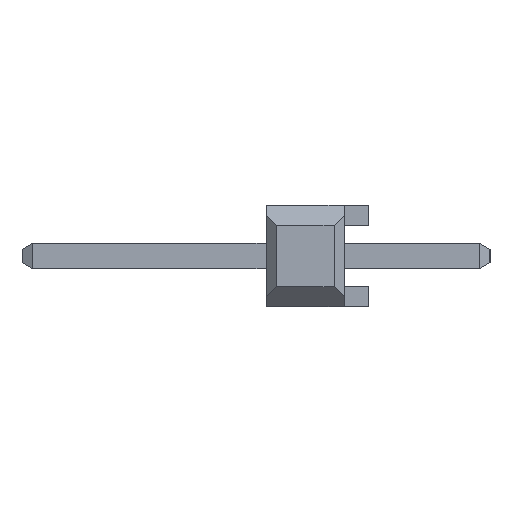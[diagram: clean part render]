
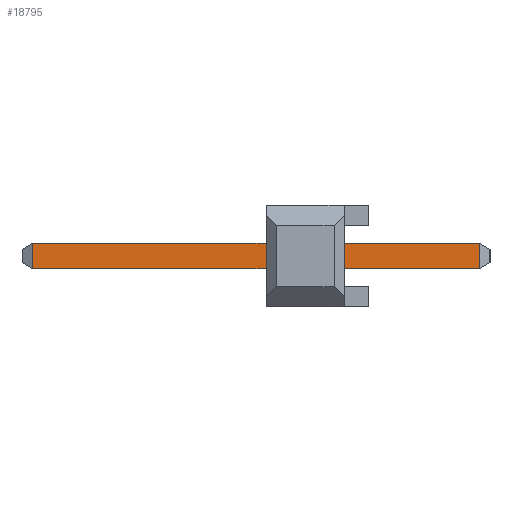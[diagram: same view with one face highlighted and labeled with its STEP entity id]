
A CAD part, left-side view. The second image highlights one B-rep face of the part: STEP entity #18795.
In plain terms, the highlighted planar face has unit normal (-1, 0, 0).
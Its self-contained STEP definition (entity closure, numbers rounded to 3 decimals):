
#18489=DIRECTION('',(0.,0.,-1.));
#18490=VECTOR('',#18489,0.635);
#18491=CARTESIAN_POINT('',(-0.318,-0.264,0.318));
#18492=LINE('',#18491,#18490);
#18538=DIRECTION('',(0.,-1.,0.));
#18539=VECTOR('',#18538,11.152);
#18540=CARTESIAN_POINT('',(-0.318,-0.264,-0.318));
#18541=LINE('',#18540,#18539);
#18545=DIRECTION('',(0.,-1.,0.));
#18546=VECTOR('',#18545,11.152);
#18547=CARTESIAN_POINT('',(-0.318,-0.264,0.318));
#18548=LINE('',#18547,#18546);
#18566=DIRECTION('',(0.,0.,-1.));
#18567=VECTOR('',#18566,0.635);
#18568=CARTESIAN_POINT('',(-0.318,-11.416,0.318));
#18569=LINE('',#18568,#18567);
#18640=CARTESIAN_POINT('',(-0.318,-0.264,-0.318));
#18642=VERTEX_POINT('',#18640);
#18650=CARTESIAN_POINT('',(-0.318,-0.264,0.318));
#18651=VERTEX_POINT('',#18650);
#18657=CARTESIAN_POINT('',(-0.318,-11.416,0.318));
#18659=VERTEX_POINT('',#18657);
#18666=CARTESIAN_POINT('',(-0.318,-11.416,-0.318));
#18667=VERTEX_POINT('',#18666);
#18783=CARTESIAN_POINT('',(-0.318,0.,0.318));
#18784=DIRECTION('',(-1.,0.,0.));
#18785=DIRECTION('',(0.,0.,-1.));
#18786=AXIS2_PLACEMENT_3D('',#18783,#18784,#18785);
#18787=PLANE('',#18786);
#18788=ORIENTED_EDGE('',*,*,#18721,.F.);
#18789=ORIENTED_EDGE('',*,*,#18750,.T.);
#18791=ORIENTED_EDGE('',*,*,#18790,.T.);
#18792=ORIENTED_EDGE('',*,*,#18775,.F.);
#18793=EDGE_LOOP('',(#18788,#18789,#18791,#18792));
#18794=FACE_OUTER_BOUND('',#18793,.F.);
#18795=ADVANCED_FACE('',(#18794),#18787,.T.);
#18721=EDGE_CURVE('',#18651,#18642,#18492,.T.);
#18750=EDGE_CURVE('',#18651,#18659,#18548,.T.);
#18775=EDGE_CURVE('',#18642,#18667,#18541,.T.);
#18790=EDGE_CURVE('',#18659,#18667,#18569,.T.);
